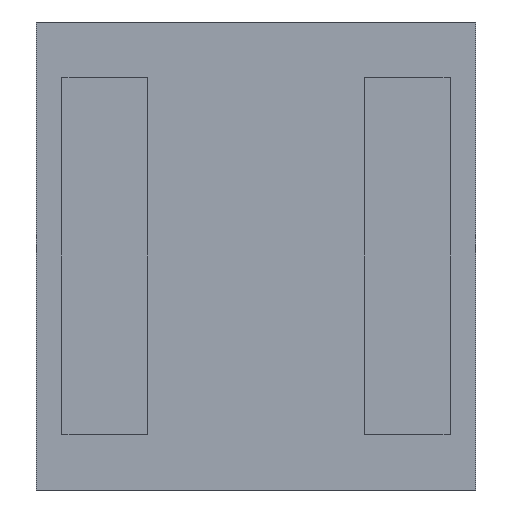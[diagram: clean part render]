
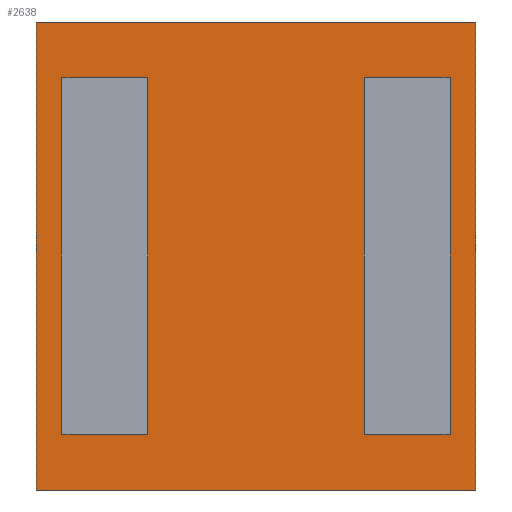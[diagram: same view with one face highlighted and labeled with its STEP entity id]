
A CAD part, front view. The second image highlights one B-rep face of the part: STEP entity #2638.
In plain terms, the highlighted planar face has unit normal (0, -1, 0).
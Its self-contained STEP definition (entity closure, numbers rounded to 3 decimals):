
#1831 = VERTEX_POINT('',#1832);
#1832 = CARTESIAN_POINT('',(7.7,0.,8.2));
#1840 = VERTEX_POINT('',#1841);
#1841 = CARTESIAN_POINT('',(-7.7,0.,8.2));
#1847 = EDGE_CURVE('',#1831,#1840,#1848,.T.);
#1848 = LINE('',#1849,#1850);
#1849 = CARTESIAN_POINT('',(-7.7,0.,8.2));
#1850 = VECTOR('',#1851,1.);
#1851 = DIRECTION('',(-1.,0.,0.));
#1864 = VERTEX_POINT('',#1865);
#1865 = CARTESIAN_POINT('',(-7.7,0.,-8.2));
#1871 = EDGE_CURVE('',#1840,#1864,#1872,.T.);
#1872 = LINE('',#1873,#1874);
#1873 = CARTESIAN_POINT('',(-7.7,0.,-8.2));
#1874 = VECTOR('',#1875,1.);
#1875 = DIRECTION('',(0.,0.,-1.));
#1888 = VERTEX_POINT('',#1889);
#1889 = CARTESIAN_POINT('',(7.7,0.,-8.2));
#1895 = EDGE_CURVE('',#1864,#1888,#1896,.T.);
#1896 = LINE('',#1897,#1898);
#1897 = CARTESIAN_POINT('',(-7.7,0.,-8.2));
#1898 = VECTOR('',#1899,1.);
#1899 = DIRECTION('',(1.,0.,0.));
#1912 = EDGE_CURVE('',#1888,#1831,#1913,.T.);
#1913 = LINE('',#1914,#1915);
#1914 = CARTESIAN_POINT('',(7.7,0.,-8.2));
#1915 = VECTOR('',#1916,1.);
#1916 = DIRECTION('',(0.,0.,1.));
#2638 = ADVANCED_FACE('',(#2639,#2673,#2679),#2713,.F.);
#2639 = FACE_BOUND('',#2640,.T.);
#2640 = EDGE_LOOP('',(#2641,#2651,#2659,#2667));
#2641 = ORIENTED_EDGE('',*,*,#2642,.F.);
#2642 = EDGE_CURVE('',#2643,#2645,#2647,.T.);
#2643 = VERTEX_POINT('',#2644);
#2644 = CARTESIAN_POINT('',(-3.8,0.,-6.25));
#2645 = VERTEX_POINT('',#2646);
#2646 = CARTESIAN_POINT('',(-3.8,0.,6.25));
#2647 = LINE('',#2648,#2649);
#2648 = CARTESIAN_POINT('',(-3.8,0.,8.2));
#2649 = VECTOR('',#2650,1.);
#2650 = DIRECTION('',(0.,0.,1.));
#2651 = ORIENTED_EDGE('',*,*,#2652,.F.);
#2652 = EDGE_CURVE('',#2653,#2643,#2655,.T.);
#2653 = VERTEX_POINT('',#2654);
#2654 = CARTESIAN_POINT('',(-6.8,0.,-6.25));
#2655 = LINE('',#2656,#2657);
#2656 = CARTESIAN_POINT('',(7.7,0.,-6.25));
#2657 = VECTOR('',#2658,1.);
#2658 = DIRECTION('',(1.,0.,0.));
#2659 = ORIENTED_EDGE('',*,*,#2660,.F.);
#2660 = EDGE_CURVE('',#2661,#2653,#2663,.T.);
#2661 = VERTEX_POINT('',#2662);
#2662 = CARTESIAN_POINT('',(-6.8,0.,6.25));
#2663 = LINE('',#2664,#2665);
#2664 = CARTESIAN_POINT('',(-6.8,0.,8.2));
#2665 = VECTOR('',#2666,1.);
#2666 = DIRECTION('',(0.,0.,-1.));
#2667 = ORIENTED_EDGE('',*,*,#2668,.F.);
#2668 = EDGE_CURVE('',#2645,#2661,#2669,.T.);
#2669 = LINE('',#2670,#2671);
#2670 = CARTESIAN_POINT('',(7.7,0.,6.25));
#2671 = VECTOR('',#2672,1.);
#2672 = DIRECTION('',(-1.,0.,0.));
#2673 = FACE_BOUND('',#2674,.T.);
#2674 = EDGE_LOOP('',(#2675,#2676,#2677,#2678));
#2675 = ORIENTED_EDGE('',*,*,#1847,.T.);
#2676 = ORIENTED_EDGE('',*,*,#1871,.T.);
#2677 = ORIENTED_EDGE('',*,*,#1895,.T.);
#2678 = ORIENTED_EDGE('',*,*,#1912,.T.);
#2679 = FACE_BOUND('',#2680,.T.);
#2680 = EDGE_LOOP('',(#2681,#2691,#2699,#2707));
#2681 = ORIENTED_EDGE('',*,*,#2682,.F.);
#2682 = EDGE_CURVE('',#2683,#2685,#2687,.T.);
#2683 = VERTEX_POINT('',#2684);
#2684 = CARTESIAN_POINT('',(3.8,0.,-6.25));
#2685 = VERTEX_POINT('',#2686);
#2686 = CARTESIAN_POINT('',(6.8,0.,-6.25));
#2687 = LINE('',#2688,#2689);
#2688 = CARTESIAN_POINT('',(7.7,0.,-6.25));
#2689 = VECTOR('',#2690,1.);
#2690 = DIRECTION('',(1.,0.,0.));
#2691 = ORIENTED_EDGE('',*,*,#2692,.F.);
#2692 = EDGE_CURVE('',#2693,#2683,#2695,.T.);
#2693 = VERTEX_POINT('',#2694);
#2694 = CARTESIAN_POINT('',(3.8,0.,6.25));
#2695 = LINE('',#2696,#2697);
#2696 = CARTESIAN_POINT('',(3.8,0.,8.2));
#2697 = VECTOR('',#2698,1.);
#2698 = DIRECTION('',(0.,0.,-1.));
#2699 = ORIENTED_EDGE('',*,*,#2700,.F.);
#2700 = EDGE_CURVE('',#2701,#2693,#2703,.T.);
#2701 = VERTEX_POINT('',#2702);
#2702 = CARTESIAN_POINT('',(6.8,0.,6.25));
#2703 = LINE('',#2704,#2705);
#2704 = CARTESIAN_POINT('',(7.7,0.,6.25));
#2705 = VECTOR('',#2706,1.);
#2706 = DIRECTION('',(-1.,0.,0.));
#2707 = ORIENTED_EDGE('',*,*,#2708,.F.);
#2708 = EDGE_CURVE('',#2685,#2701,#2709,.T.);
#2709 = LINE('',#2710,#2711);
#2710 = CARTESIAN_POINT('',(6.8,0.,8.2));
#2711 = VECTOR('',#2712,1.);
#2712 = DIRECTION('',(0.,0.,1.));
#2713 = PLANE('',#2714);
#2714 = AXIS2_PLACEMENT_3D('',#2715,#2716,#2717);
#2715 = CARTESIAN_POINT('',(7.7,0.,8.2));
#2716 = DIRECTION('',(0.,1.,0.));
#2717 = DIRECTION('',(0.,0.,1.));
